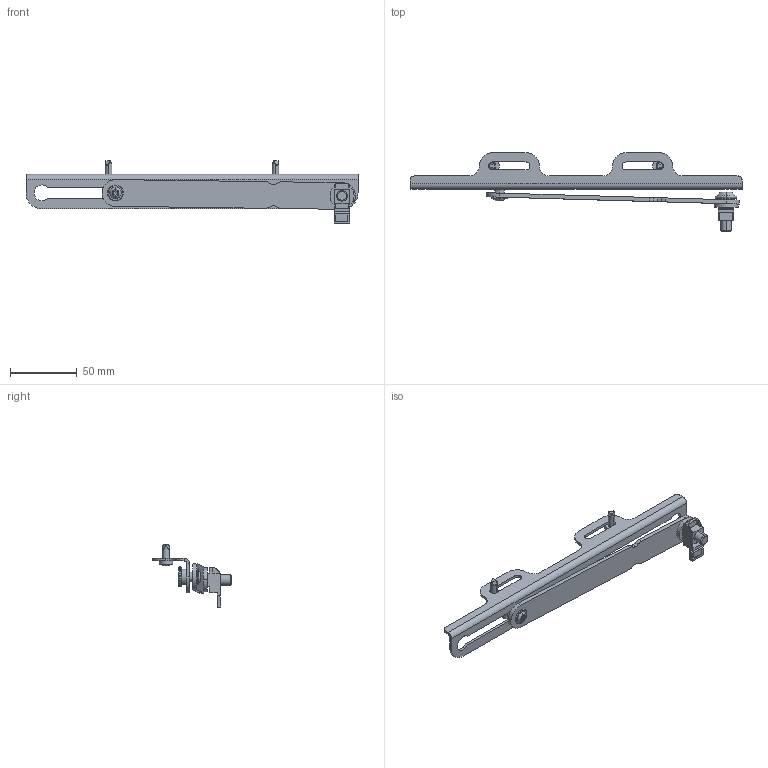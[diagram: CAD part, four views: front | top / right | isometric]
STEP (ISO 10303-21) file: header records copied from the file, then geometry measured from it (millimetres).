
FILE_DESCRIPTION (( 'STEP AP203' ), '1' );
FILE_NAME ('UR32000041010 Îãðàíè÷èòåëü äâåðè RS52 (íàðóæíûå ïåòëè) (000.320.041-01).STEP', '2022-04-25T07:05:55', ( '' ), ( '' ), 'SwSTEP 2.0', 'SolidWorks 2017', '' );
FILE_SCHEMA (( 'CONFIG_CONTROL_DESIGN' ));
Length unit declared in the file: millimetre
Products named in the file (10): 000.301.018 Ïîäñáîðêà îãðàíè÷èòåëÿ äâåðè RS52_01 (­ àã¦­ë¥ ¯¥â«¨); 016-82 Ñòîïîð èçì. 1; 026-841 赶鎀鍧; Âèíò ISO 7380-2 TX_Œ8å25; Âñòàâíàÿ ãàéêà Ì8 äëÿ øêàôîâ USOLA_Œ8 4163.000; 016-111 ﾏ琿褻; Âèíò DIN 7500 C TORX_Œ5å12; Âèíò ISO 7380-2 TX_Œ5å10; UR32000041010 Îãðàíè÷èòåëü äâåðè RS52 (íàðóæíûå ïåòëè) (000.320.041-01); 025-272 Ïëàíêà_01 (­ àã¦­ë¥ ¯¥â«¨)
Assembly tree (10 placements, depth 3):
  UR32000041010 Îãðàíè÷èòåëü äâåðè RS52 (íàðóæíûå ïåòëè) (000.320.041-01)
    000.301.018 Ïîäñáîðêà îãðàíè÷èòåëÿ äâåðè RS52_01 (­ àã¦­ë¥ ¯¥â«¨)
      026-841 赶鎀鍧
      025-272 Ïëàíêà_01 (­ àã¦­ë¥ ¯¥â«¨)
      016-82 Ñòîïîð èçì. 1
      Âèíò ISO 7380-2 TX_Œ5å10
    016-111 ﾏ琿褻
    Âèíò ISO 7380-2 TX_Œ8å25
    Âñòàâíàÿ ãàéêà Ì8 äëÿ øêàôîâ USOLA_Œ8 4163.000
    Âèíò DIN 7500 C TORX_Œ5å12  x2
Bounding box: 249 x 59 x 46.58 mm (x, y, z)
Volume: 31265.2 mm3; surface area: 31613.7 mm2
Topology: 9 solids, 9 shells, 309 faces, 868 edges, 586 vertices
Faces by surface type: cylinder 136, plane 135, cone 20, torus 8, sphere 6, bspline 4
Entity records: 11150 total; most frequent: CARTESIAN_POINT 3176, ORIENTED_EDGE 1504, DIRECTION 1385, EDGE_CURVE 752, AXIS2_PLACEMENT_3D 513, VERTEX_POINT 512, VECTOR 359, LINE 359
